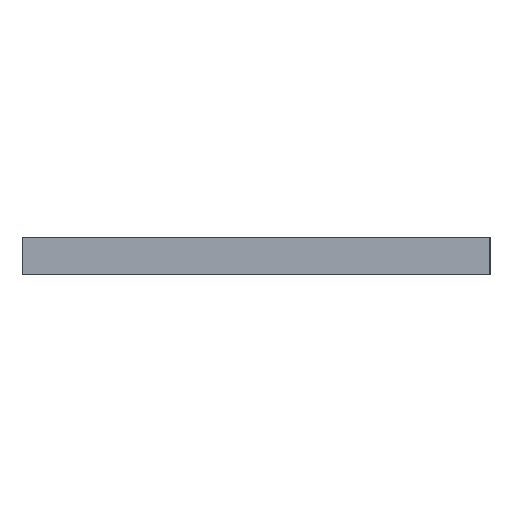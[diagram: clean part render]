
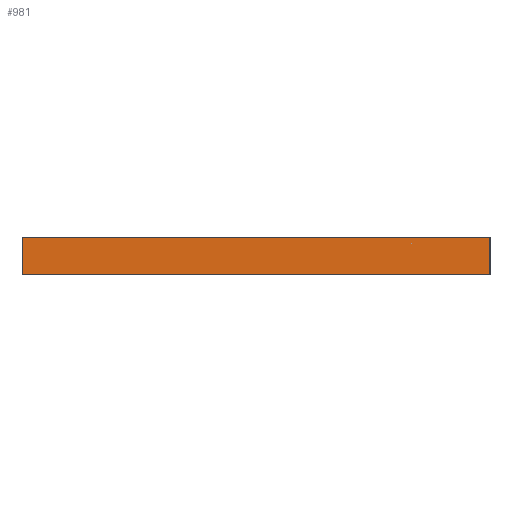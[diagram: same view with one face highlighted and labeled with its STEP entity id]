
A CAD part, left-side view. The second image highlights one B-rep face of the part: STEP entity #981.
In plain terms, the highlighted planar face has unit normal (-1, 0, 0).
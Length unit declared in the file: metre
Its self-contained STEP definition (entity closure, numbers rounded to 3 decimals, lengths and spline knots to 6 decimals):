
#252=ORIENTED_EDGE('',*,*,#400,.F.);
#253=ORIENTED_EDGE('',*,*,#401,.F.);
#254=ORIENTED_EDGE('',*,*,#402,.T.);
#255=ORIENTED_EDGE('',*,*,#315,.F.);
#315=EDGE_CURVE('',#447,#444,#535,.T.);
#400=EDGE_CURVE('',#492,#447,#620,.T.);
#401=EDGE_CURVE('',#493,#492,#621,.T.);
#402=EDGE_CURVE('',#493,#444,#622,.T.);
#444=VERTEX_POINT('',#1349);
#447=VERTEX_POINT('',#1354);
#492=VERTEX_POINT('',#1527);
#493=VERTEX_POINT('',#1529);
#535=LINE('',#1355,#667);
#620=LINE('',#1526,#752);
#621=LINE('',#1528,#753);
#622=LINE('',#1530,#754);
#667=VECTOR('',#1089,1.);
#752=VECTOR('',#1258,1.);
#753=VECTOR('',#1259,1.);
#754=VECTOR('',#1260,1.);
#820=EDGE_LOOP('',(#252,#253,#254,#255));
#886=FACE_BOUND('',#820,.T.);
#934=PLANE('',#1041);
#981=ADVANCED_FACE('',(#886),#934,.T.);
#1041=AXIS2_PLACEMENT_3D('',#1525,#1256,#1257);
#1089=DIRECTION('',(0.,-1.,0.));
#1256=DIRECTION('',(-1.,0.,0.));
#1257=DIRECTION('',(0.,-1.,0.));
#1258=DIRECTION('',(0.,0.,1.));
#1259=DIRECTION('',(0.,1.,0.));
#1260=DIRECTION('',(0.,0.,1.));
#1349=CARTESIAN_POINT('',(-0.0316,-0.0311,0.0155));
#1354=CARTESIAN_POINT('',(-0.0316,0.0311,0.0155));
#1355=CARTESIAN_POINT('',(-0.0316,0.,0.0155));
#1525=CARTESIAN_POINT('',(-0.0316,0.,0.011998));
#1526=CARTESIAN_POINT('',(-0.0316,0.0311,0.011998));
#1527=CARTESIAN_POINT('',(-0.0316,0.0311,0.0105));
#1528=CARTESIAN_POINT('',(-0.0316,0.,0.0105));
#1529=CARTESIAN_POINT('',(-0.0316,-0.0311,0.0105));
#1530=CARTESIAN_POINT('',(-0.0316,-0.0311,0.011998));
